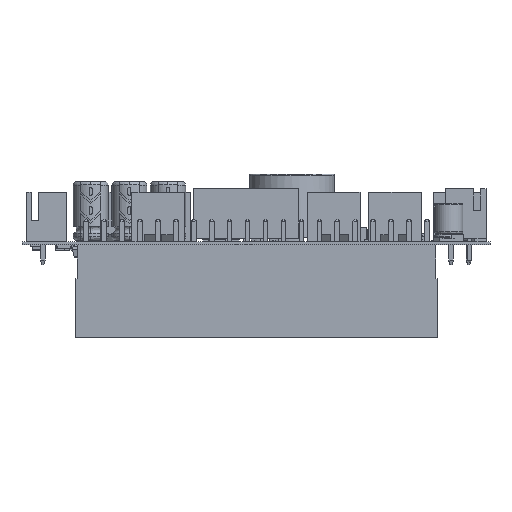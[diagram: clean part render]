
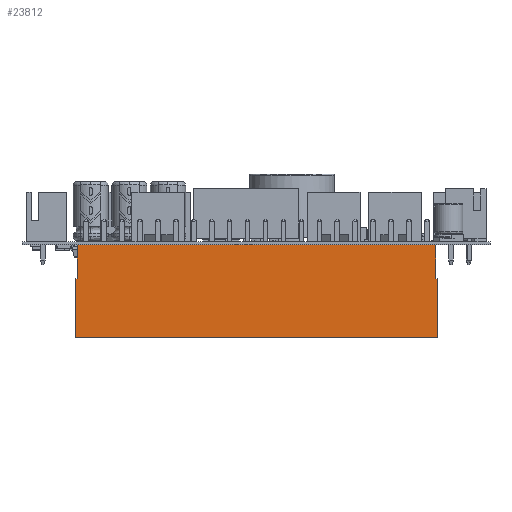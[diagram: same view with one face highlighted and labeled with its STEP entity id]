
A CAD part, front view. The second image highlights one B-rep face of the part: STEP entity #23812.
In plain terms, the highlighted face is planar.
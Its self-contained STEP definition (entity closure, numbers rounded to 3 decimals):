
#23746 = VERTEX_POINT('',#23747);
#23747 = CARTESIAN_POINT('',(0.25,0.,0.));
#23755 = EDGE_CURVE('',#23756,#23746,#23758,.T.);
#23756 = VERTEX_POINT('',#23757);
#23757 = CARTESIAN_POINT('',(0.,0.,0.));
#23758 = LINE('',#23759,#23760);
#23759 = CARTESIAN_POINT('',(0.,0.,0.));
#23760 = VECTOR('',#23761,1.);
#23761 = DIRECTION('',(1.,0.,0.));
#23786 = EDGE_CURVE('',#23787,#23756,#23789,.T.);
#23787 = VERTEX_POINT('',#23788);
#23788 = CARTESIAN_POINT('',(0.,8.4,0.));
#23789 = LINE('',#23790,#23791);
#23790 = CARTESIAN_POINT('',(0.,8.4,0.));
#23791 = VECTOR('',#23792,1.);
#23792 = DIRECTION('',(0.,-1.,0.));
#23812 = ADVANCED_FACE('',(#23813),#23863,.F.);
#23813 = FACE_BOUND('',#23814,.T.);
#23814 = EDGE_LOOP('',(#23815,#23816,#23824,#23832,#23840,#23848,#23856,
    #23862));
#23815 = ORIENTED_EDGE('',*,*,#23755,.T.);
#23816 = ORIENTED_EDGE('',*,*,#23817,.F.);
#23817 = EDGE_CURVE('',#23818,#23746,#23820,.T.);
#23818 = VERTEX_POINT('',#23819);
#23819 = CARTESIAN_POINT('',(0.25,-5.1,0.));
#23820 = LINE('',#23821,#23822);
#23821 = CARTESIAN_POINT('',(0.25,-5.1,0.));
#23822 = VECTOR('',#23823,1.);
#23823 = DIRECTION('',(0.,1.,0.));
#23824 = ORIENTED_EDGE('',*,*,#23825,.F.);
#23825 = EDGE_CURVE('',#23826,#23818,#23828,.T.);
#23826 = VERTEX_POINT('',#23827);
#23827 = CARTESIAN_POINT('',(51.05,-5.1,0.));
#23828 = LINE('',#23829,#23830);
#23829 = CARTESIAN_POINT('',(0.25,-5.1,0.));
#23830 = VECTOR('',#23831,1.);
#23831 = DIRECTION('',(-1.,0.,0.));
#23832 = ORIENTED_EDGE('',*,*,#23833,.T.);
#23833 = EDGE_CURVE('',#23826,#23834,#23836,.T.);
#23834 = VERTEX_POINT('',#23835);
#23835 = CARTESIAN_POINT('',(51.05,0.,0.));
#23836 = LINE('',#23837,#23838);
#23837 = CARTESIAN_POINT('',(51.05,-5.1,0.));
#23838 = VECTOR('',#23839,1.);
#23839 = DIRECTION('',(0.,1.,0.));
#23840 = ORIENTED_EDGE('',*,*,#23841,.T.);
#23841 = EDGE_CURVE('',#23834,#23842,#23844,.T.);
#23842 = VERTEX_POINT('',#23843);
#23843 = CARTESIAN_POINT('',(51.3,0.,0.));
#23844 = LINE('',#23845,#23846);
#23845 = CARTESIAN_POINT('',(0.,0.,0.));
#23846 = VECTOR('',#23847,1.);
#23847 = DIRECTION('',(1.,0.,0.));
#23848 = ORIENTED_EDGE('',*,*,#23849,.F.);
#23849 = EDGE_CURVE('',#23850,#23842,#23852,.T.);
#23850 = VERTEX_POINT('',#23851);
#23851 = CARTESIAN_POINT('',(51.3,8.4,0.));
#23852 = LINE('',#23853,#23854);
#23853 = CARTESIAN_POINT('',(51.3,8.4,0.));
#23854 = VECTOR('',#23855,1.);
#23855 = DIRECTION('',(0.,-1.,0.));
#23856 = ORIENTED_EDGE('',*,*,#23857,.F.);
#23857 = EDGE_CURVE('',#23787,#23850,#23858,.T.);
#23858 = LINE('',#23859,#23860);
#23859 = CARTESIAN_POINT('',(0.,8.4,0.));
#23860 = VECTOR('',#23861,1.);
#23861 = DIRECTION('',(1.,0.,0.));
#23862 = ORIENTED_EDGE('',*,*,#23786,.T.);
#23863 = PLANE('',#23864);
#23864 = AXIS2_PLACEMENT_3D('',#23865,#23866,#23867);
#23865 = CARTESIAN_POINT('',(0.,8.4,0.));
#23866 = DIRECTION('',(0.,0.,-1.));
#23867 = DIRECTION('',(-1.,0.,0.));
